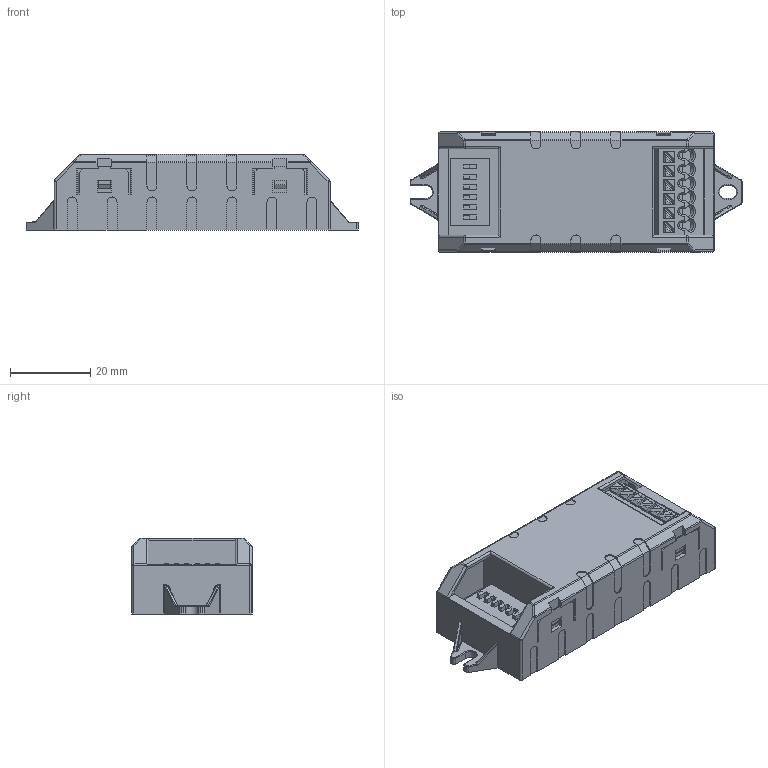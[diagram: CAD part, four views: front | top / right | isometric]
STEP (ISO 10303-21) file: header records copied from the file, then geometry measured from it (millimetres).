
FILE_DESCRIPTION(('Creo Elements/Direct Modeling STEP Export'),'2;1');
FILE_NAME('3D_Light_Controller_XS.stp','2019-12-17T12:43:31',(''),(''),'PTC Creo Elements/Direct Modeling STEP processor for AP214 (Solid Model)','PTC Creo Elements/Direct Modeling 19.0E 27-Jun-2016 (C) Parametric Technology GmbH','');
FILE_SCHEMA(('AUTOMOTIVE_DESIGN { 1 0 10303 214 1 1 1 1 }'));
Products named in the file (2): 3D_Light_Controller_XS
Assembly tree (1 placements, depth 2):
  3D_Light_Controller_XS
    3D_Light_Controller_XS
Bounding box: 83 x 30 x 19 mm (x, y, z)
Volume: 15632.3 mm3; surface area: 20357.7 mm2
Topology: 1 solids, 1 shells, 2304 faces, 6589 edges, 4329 vertices
Faces by surface type: plane 2056, cylinder 172, bspline 39, sphere 16, cone 12, extrusion 5, torus 4
Entity records: 79093 total; most frequent: CARTESIAN_POINT 17354, ORIENTED_EDGE 13136, DIRECTION 11002, EDGE_CURVE 6568, VECTOR 5996, LINE 5991, VERTEX_POINT 4329, AXIS2_PLACEMENT_3D 2503
